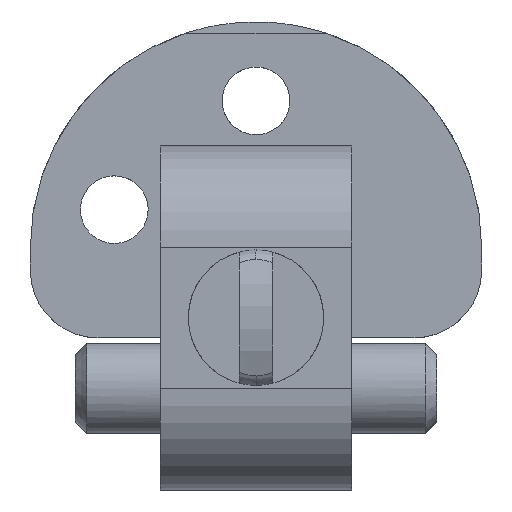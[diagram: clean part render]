
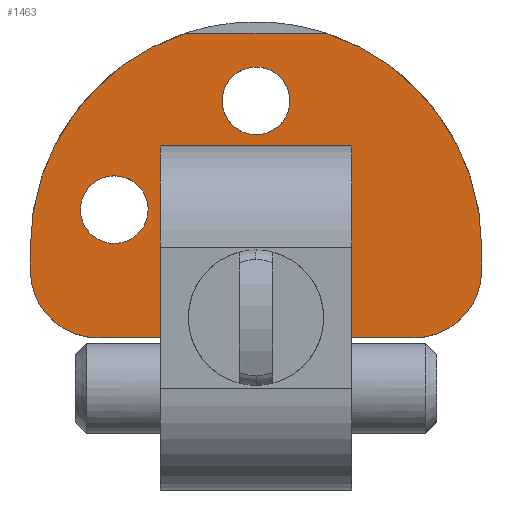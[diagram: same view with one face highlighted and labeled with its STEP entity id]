
A CAD part, top view. The second image highlights one B-rep face of the part: STEP entity #1463.
In plain terms, the highlighted planar face has unit normal (0, 0, 1).
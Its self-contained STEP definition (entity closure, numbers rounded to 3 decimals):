
#172=CARTESIAN_POINT('Vertex',(8.5,-8.,0.)) ;
#175=CARTESIAN_POINT('Line Origine',(8.5,0.5,0.)) ;
#179=CARTESIAN_POINT('Vertex',(8.5,9.,0.)) ;
#441=CARTESIAN_POINT('Line Origine',(11.25,-8.,0.)) ;
#445=CARTESIAN_POINT('Vertex',(14.,-8.,0.)) ;
#476=CARTESIAN_POINT('Vertex',(-8.5,9.,0.)) ;
#486=CARTESIAN_POINT('Line Origine',(0.,9.,0.)) ;
#819=CARTESIAN_POINT('Vertex',(-2.633,14.438,0.)) ;
#833=CARTESIAN_POINT('Vertex',(2.633,11.562,0.)) ;
#836=CARTESIAN_POINT('Axis2P3D Location',(0.,13.,0.)) ;
#859=CARTESIAN_POINT('Vertex',(-9.924,1.926,0.)) ;
#873=CARTESIAN_POINT('Vertex',(-15.19,4.803,0.)) ;
#876=CARTESIAN_POINT('Axis2P3D Location',(-12.557,3.365,0.)) ;
#893=CARTESIAN_POINT('Axis2P3D Location',(-12.557,3.365,0.)) ;
#1034=CARTESIAN_POINT('Vertex',(6.245,19.,0.)) ;
#1036=CARTESIAN_POINT('Vertex',(-6.245,19.,0.)) ;
#1039=CARTESIAN_POINT('Line Origine',(0.,19.,0.)) ;
#1188=CARTESIAN_POINT('Vertex',(-8.5,-8.,0.)) ;
#1191=CARTESIAN_POINT('Line Origine',(-11.25,-8.,0.)) ;
#1195=CARTESIAN_POINT('Vertex',(-14.,-8.,0.)) ;
#1222=CARTESIAN_POINT('Axis2P3D Location',(-14.,-2.,0.)) ;
#1226=CARTESIAN_POINT('Vertex',(-20.,-2.,0.)) ;
#1246=CARTESIAN_POINT('Line Origine',(-20.,-1.,0.)) ;
#1250=CARTESIAN_POINT('Vertex',(-20.,0.,0.)) ;
#1277=CARTESIAN_POINT('Axis2P3D Location',(0.,0.,0.)) ;
#1281=CARTESIAN_POINT('Vertex',(20.,0.,0.)) ;
#1296=CARTESIAN_POINT('Axis2P3D Location',(0.,0.,0.)) ;
#1322=CARTESIAN_POINT('Line Origine',(20.,-1.,0.)) ;
#1326=CARTESIAN_POINT('Vertex',(20.,-2.,0.)) ;
#1369=CARTESIAN_POINT('Axis2P3D Location',(0.,13.,0.)) ;
#1412=CARTESIAN_POINT('Axis2P3D Location',(14.,-2.,0.)) ;
#1431=CARTESIAN_POINT('Axis2P3D Location',(0.,0.,0.)) ;
#1436=CARTESIAN_POINT('Line Origine',(-8.5,0.5,0.)) ;
#176=DIRECTION('Vector Direction',(0.,-1.,0.)) ;
#442=DIRECTION('Vector Direction',(-1.,0.,0.)) ;
#487=DIRECTION('Vector Direction',(1.,0.,0.)) ;
#837=DIRECTION('Axis2P3D Direction',(0.,-0.,-1.)) ;
#877=DIRECTION('Axis2P3D Direction',(0.,-0.,-1.)) ;
#894=DIRECTION('Axis2P3D Direction',(0.,-0.,-1.)) ;
#1040=DIRECTION('Vector Direction',(-1.,0.,0.)) ;
#1192=DIRECTION('Vector Direction',(-1.,0.,0.)) ;
#1223=DIRECTION('Axis2P3D Direction',(0.,0.,-1.)) ;
#1247=DIRECTION('Vector Direction',(0.,1.,0.)) ;
#1278=DIRECTION('Axis2P3D Direction',(0.,0.,1.)) ;
#1297=DIRECTION('Axis2P3D Direction',(0.,0.,1.)) ;
#1323=DIRECTION('Vector Direction',(0.,-1.,0.)) ;
#1370=DIRECTION('Axis2P3D Direction',(0.,-0.,-1.)) ;
#1413=DIRECTION('Axis2P3D Direction',(0.,0.,-1.)) ;
#1432=DIRECTION('Axis2P3D Direction',(0.,0.,1.)) ;
#1433=DIRECTION('Axis2P3D XDirection',(1.,0.,0.)) ;
#1437=DIRECTION('Vector Direction',(0.,-1.,0.)) ;
#838=AXIS2_PLACEMENT_3D('Circle Axis2P3D',#836,#837,$) ;
#878=AXIS2_PLACEMENT_3D('Circle Axis2P3D',#876,#877,$) ;
#895=AXIS2_PLACEMENT_3D('Circle Axis2P3D',#893,#894,$) ;
#1224=AXIS2_PLACEMENT_3D('Circle Axis2P3D',#1222,#1223,$) ;
#1279=AXIS2_PLACEMENT_3D('Circle Axis2P3D',#1277,#1278,$) ;
#1298=AXIS2_PLACEMENT_3D('Circle Axis2P3D',#1296,#1297,$) ;
#1371=AXIS2_PLACEMENT_3D('Circle Axis2P3D',#1369,#1370,$) ;
#1414=AXIS2_PLACEMENT_3D('Circle Axis2P3D',#1412,#1413,$) ;
#1434=AXIS2_PLACEMENT_3D('Plane Axis2P3D',#1431,#1432,#1433) ;
#1442=ORIENTED_EDGE('',*,*,#1300,.T.) ;
#1443=ORIENTED_EDGE('',*,*,#1252,.T.) ;
#1444=ORIENTED_EDGE('',*,*,#1228,.F.) ;
#1445=ORIENTED_EDGE('',*,*,#1197,.T.) ;
#1446=ORIENTED_EDGE('',*,*,#1440,.F.) ;
#1447=ORIENTED_EDGE('',*,*,#490,.T.) ;
#1448=ORIENTED_EDGE('',*,*,#181,.T.) ;
#1449=ORIENTED_EDGE('',*,*,#447,.T.) ;
#1450=ORIENTED_EDGE('',*,*,#1416,.F.) ;
#1451=ORIENTED_EDGE('',*,*,#1328,.T.) ;
#1452=ORIENTED_EDGE('',*,*,#1283,.T.) ;
#1453=ORIENTED_EDGE('',*,*,#1043,.T.) ;
#1456=ORIENTED_EDGE('',*,*,#880,.F.) ;
#1457=ORIENTED_EDGE('',*,*,#897,.F.) ;
#1460=ORIENTED_EDGE('',*,*,#1373,.F.) ;
#1461=ORIENTED_EDGE('',*,*,#840,.F.) ;
#1458=FACE_BOUND('',#1455,.T.) ;
#1462=FACE_BOUND('',#1459,.T.) ;
#177=VECTOR('Line Direction',#176,1.) ;
#443=VECTOR('Line Direction',#442,1.) ;
#488=VECTOR('Line Direction',#487,1.) ;
#1041=VECTOR('Line Direction',#1040,1.) ;
#1193=VECTOR('Line Direction',#1192,1.) ;
#1248=VECTOR('Line Direction',#1247,1.) ;
#1324=VECTOR('Line Direction',#1323,1.) ;
#1438=VECTOR('Line Direction',#1437,1.) ;
#1463=ADVANCED_FACE('Corps principal',(#1454,#1458,#1462),#1435,.T.) ;
#839=CIRCLE('generated circle',#838,3.) ;
#879=CIRCLE('generated circle',#878,3.) ;
#896=CIRCLE('generated circle',#895,3.) ;
#1225=CIRCLE('generated circle',#1224,6.) ;
#1280=CIRCLE('generated circle',#1279,20.) ;
#1299=CIRCLE('generated circle',#1298,20.) ;
#1372=CIRCLE('generated circle',#1371,3.) ;
#1415=CIRCLE('generated circle',#1414,6.) ;
#181=EDGE_CURVE('',#180,#173,#178,.T.) ;
#447=EDGE_CURVE('',#173,#446,#444,.F.) ;
#490=EDGE_CURVE('',#477,#180,#489,.T.) ;
#840=EDGE_CURVE('',#834,#820,#839,.F.) ;
#880=EDGE_CURVE('',#874,#860,#879,.F.) ;
#897=EDGE_CURVE('',#860,#874,#896,.F.) ;
#1043=EDGE_CURVE('',#1035,#1037,#1042,.T.) ;
#1197=EDGE_CURVE('',#1196,#1189,#1194,.F.) ;
#1228=EDGE_CURVE('',#1196,#1227,#1225,.T.) ;
#1252=EDGE_CURVE('',#1251,#1227,#1249,.F.) ;
#1283=EDGE_CURVE('',#1282,#1035,#1280,.T.) ;
#1300=EDGE_CURVE('',#1037,#1251,#1299,.T.) ;
#1328=EDGE_CURVE('',#1327,#1282,#1325,.F.) ;
#1373=EDGE_CURVE('',#820,#834,#1372,.F.) ;
#1416=EDGE_CURVE('',#1327,#446,#1415,.T.) ;
#1440=EDGE_CURVE('',#477,#1189,#1439,.T.) ;
#1441=EDGE_LOOP('',(#1442,#1443,#1444,#1445,#1446,#1447,#1448,#1449,#1450,#1451,#1452,#1453)) ;
#1455=EDGE_LOOP('',(#1456,#1457)) ;
#1459=EDGE_LOOP('',(#1460,#1461)) ;
#1454=FACE_OUTER_BOUND('',#1441,.T.) ;
#178=LINE('Line',#175,#177) ;
#444=LINE('Line',#441,#443) ;
#489=LINE('Line',#486,#488) ;
#1042=LINE('Line',#1039,#1041) ;
#1194=LINE('Line',#1191,#1193) ;
#1249=LINE('Line',#1246,#1248) ;
#1325=LINE('Line',#1322,#1324) ;
#1439=LINE('Line',#1436,#1438) ;
#1435=PLANE('',#1434) ;
#173=VERTEX_POINT('',#172) ;
#180=VERTEX_POINT('',#179) ;
#446=VERTEX_POINT('',#445) ;
#477=VERTEX_POINT('',#476) ;
#820=VERTEX_POINT('',#819) ;
#834=VERTEX_POINT('',#833) ;
#860=VERTEX_POINT('',#859) ;
#874=VERTEX_POINT('',#873) ;
#1035=VERTEX_POINT('',#1034) ;
#1037=VERTEX_POINT('',#1036) ;
#1189=VERTEX_POINT('',#1188) ;
#1196=VERTEX_POINT('',#1195) ;
#1227=VERTEX_POINT('',#1226) ;
#1251=VERTEX_POINT('',#1250) ;
#1282=VERTEX_POINT('',#1281) ;
#1327=VERTEX_POINT('',#1326) ;
